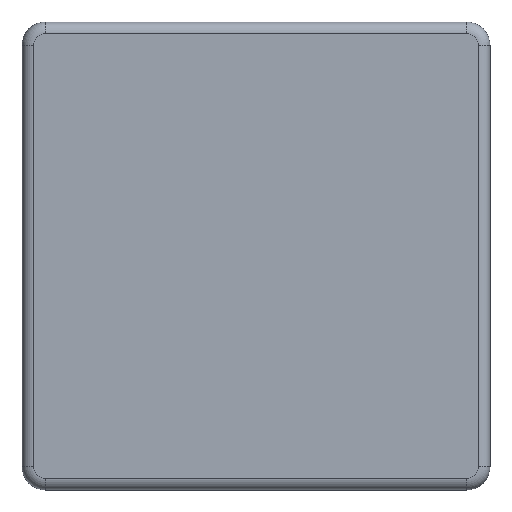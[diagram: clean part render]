
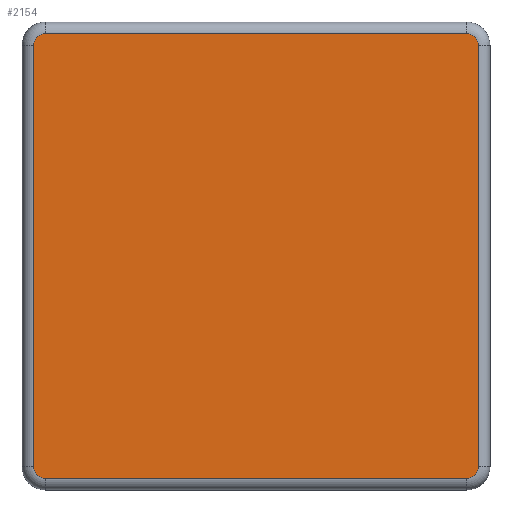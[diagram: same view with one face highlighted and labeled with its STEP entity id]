
A CAD part, front view. The second image highlights one B-rep face of the part: STEP entity #2154.
In plain terms, the highlighted planar face has unit normal (0, -1, 0).
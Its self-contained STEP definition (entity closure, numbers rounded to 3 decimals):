
#41 = EDGE_CURVE ( 'NONE', #10654, #1480, #7582, .T. ) ;
#58 = ORIENTED_EDGE ( 'NONE', *, *, #10304, .F. ) ;
#144 = CARTESIAN_POINT ( 'NONE',  ( -27., 0., -58.5 ) ) ;
#175 = EDGE_CURVE ( 'NONE', #626, #1364, #2179, .T. ) ;
#215 = EDGE_CURVE ( 'NONE', #7935, #6511, #5544, .T. ) ;
#317 = CARTESIAN_POINT ( 'NONE',  ( -30., 0., -1.5 ) ) ;
#466 = DIRECTION ( 'NONE',  ( 0., 1., 0. ) ) ;
#478 = EDGE_LOOP ( 'NONE', ( #6684, #3235, #4131, #4356, #58, #9154, #4781, #9574 ) ) ;
#581 = CARTESIAN_POINT ( 'NONE',  ( -27., 0., -3. ) ) ;
#626 = VERTEX_POINT ( 'NONE', #7176 ) ;
#1364 = VERTEX_POINT ( 'NONE', #2142 ) ;
#1480 = VERTEX_POINT ( 'NONE', #7966 ) ;
#1624 = VERTEX_POINT ( 'NONE', #8105 ) ;
#1701 = CARTESIAN_POINT ( 'NONE',  ( -30., 0., -60. ) ) ;
#1775 = DIRECTION ( 'NONE',  ( 0., -1., 0. ) ) ;
#2042 = VECTOR ( 'NONE', #5792, 1000. ) ;
#2081 = CARTESIAN_POINT ( 'NONE',  ( 27., 0., -3. ) ) ;
#2142 = CARTESIAN_POINT ( 'NONE',  ( -27., 0., -1.5 ) ) ;
#2154 = ADVANCED_FACE ( 'NONE', ( #6597 ), #6836, .T. ) ;
#2179 = CIRCLE ( 'NONE', #8502, 1.5 ) ;
#2719 = VECTOR ( 'NONE', #11145, 1000. ) ;
#2917 = DIRECTION ( 'NONE',  ( 0., 0., -1. ) ) ;
#3027 = DIRECTION ( 'NONE',  ( 0., 0., -1. ) ) ;
#3163 = DIRECTION ( 'NONE',  ( 0., 0., -1. ) ) ;
#3235 = ORIENTED_EDGE ( 'NONE', *, *, #8050, .T. ) ;
#3707 = DIRECTION ( 'NONE',  ( 0., 0., -1. ) ) ;
#3943 = CARTESIAN_POINT ( 'NONE',  ( 30., 0., -58.5 ) ) ;
#3965 = CARTESIAN_POINT ( 'NONE',  ( 27., 0., -57. ) ) ;
#4020 = DIRECTION ( 'NONE',  ( 0., 1., 0. ) ) ;
#4131 = ORIENTED_EDGE ( 'NONE', *, *, #215, .F. ) ;
#4133 = EDGE_CURVE ( 'NONE', #7935, #5228, #11219, .T. ) ;
#4356 = ORIENTED_EDGE ( 'NONE', *, *, #4133, .T. ) ;
#4644 = CIRCLE ( 'NONE', #10736, 1.5 ) ;
#4781 = ORIENTED_EDGE ( 'NONE', *, *, #10238, .F. ) ;
#5228 = VERTEX_POINT ( 'NONE', #5394 ) ;
#5305 = EDGE_CURVE ( 'NONE', #1624, #1364, #8569, .T. ) ;
#5390 = VECTOR ( 'NONE', #3707, 1000. ) ;
#5394 = CARTESIAN_POINT ( 'NONE',  ( 27., 0., -58.5 ) ) ;
#5475 = CARTESIAN_POINT ( 'NONE',  ( -28.5, 0., -60. ) ) ;
#5544 = CIRCLE ( 'NONE', #8654, 1.5 ) ;
#5639 = CARTESIAN_POINT ( 'NONE',  ( -27., 0., -57. ) ) ;
#5726 = CARTESIAN_POINT ( 'NONE',  ( 28.5, 0., 0. ) ) ;
#5792 = DIRECTION ( 'NONE',  ( 0., 0., 1. ) ) ;
#6071 = DIRECTION ( 'NONE',  ( 0., 0., -1. ) ) ;
#6096 = AXIS2_PLACEMENT_3D ( 'NONE', #3965, #4020, #3027 ) ;
#6307 = CARTESIAN_POINT ( 'NONE',  ( -28.5, 0., -57. ) ) ;
#6509 = DIRECTION ( 'NONE',  ( 0., 0., -1. ) ) ;
#6511 = VERTEX_POINT ( 'NONE', #6307 ) ;
#6597 = FACE_OUTER_BOUND ( 'NONE', #478, .T. ) ;
#6684 = ORIENTED_EDGE ( 'NONE', *, *, #175, .F. ) ;
#6836 = PLANE ( 'NONE',  #9900 ) ;
#7176 = CARTESIAN_POINT ( 'NONE',  ( -28.5, 0., -3. ) ) ;
#7435 = LINE ( 'NONE', #5475, #5390 ) ;
#7501 = VECTOR ( 'NONE', #7936, 1000. ) ;
#7582 = LINE ( 'NONE', #5726, #2042 ) ;
#7935 = VERTEX_POINT ( 'NONE', #144 ) ;
#7936 = DIRECTION ( 'NONE',  ( -1., 0., 0. ) ) ;
#7966 = CARTESIAN_POINT ( 'NONE',  ( 28.5, 0., -3. ) ) ;
#8050 = EDGE_CURVE ( 'NONE', #626, #6511, #7435, .T. ) ;
#8071 = DIRECTION ( 'NONE',  ( 0., 1., 0. ) ) ;
#8105 = CARTESIAN_POINT ( 'NONE',  ( 27., 0., -1.5 ) ) ;
#8163 = CIRCLE ( 'NONE', #6096, 1.5 ) ;
#8502 = AXIS2_PLACEMENT_3D ( 'NONE', #581, #10898, #3163 ) ;
#8562 = CARTESIAN_POINT ( 'NONE',  ( 28.5, 0., -57. ) ) ;
#8569 = LINE ( 'NONE', #317, #7501 ) ;
#8654 = AXIS2_PLACEMENT_3D ( 'NONE', #5639, #466, #6509 ) ;
#9154 = ORIENTED_EDGE ( 'NONE', *, *, #41, .T. ) ;
#9574 = ORIENTED_EDGE ( 'NONE', *, *, #5305, .T. ) ;
#9900 = AXIS2_PLACEMENT_3D ( 'NONE', #1701, #1775, #6071 ) ;
#10238 = EDGE_CURVE ( 'NONE', #1624, #1480, #4644, .T. ) ;
#10304 = EDGE_CURVE ( 'NONE', #10654, #5228, #8163, .T. ) ;
#10654 = VERTEX_POINT ( 'NONE', #8562 ) ;
#10736 = AXIS2_PLACEMENT_3D ( 'NONE', #2081, #8071, #2917 ) ;
#10898 = DIRECTION ( 'NONE',  ( 0., 1., 0. ) ) ;
#11145 = DIRECTION ( 'NONE',  ( 1., 0., 0. ) ) ;
#11219 = LINE ( 'NONE', #3943, #2719 ) ;
